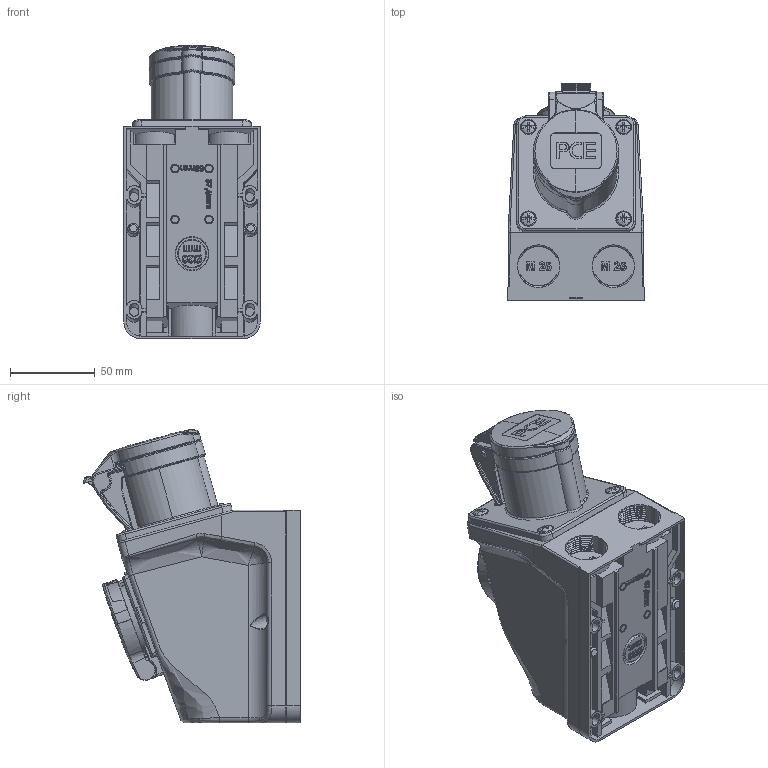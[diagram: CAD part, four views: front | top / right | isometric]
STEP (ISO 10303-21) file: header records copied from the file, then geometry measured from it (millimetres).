
FILE_DESCRIPTION (( 'STEP AP203' ), '1' );
FILE_NAME ('9213-6.STEP', '2023-03-01T08:48:16', ( '' ), ( '' ), 'SwSTEP 2.0', 'SolidWorks 2022', '' );
FILE_SCHEMA (( 'CONFIG_CONTROL_DESIGN' ));
Products named in the file (1): 9213-6
Bounding box: 80.14 x 127.41 x 172.59 mm (x, y, z)
Volume: 840931.1 mm3; surface area: 81391.6 mm2
Topology: 1 solids, 5 shells, 2283 faces, 5993 edges, 3792 vertices
Faces by surface type: plane 1007, bspline 565, cylinder 395, torus 177, cone 103, sphere 36
Entity records: 113701 total; most frequent: CARTESIAN_POINT 64068, ORIENTED_EDGE 11910, DIRECTION 8155, EDGE_CURVE 5955, VERTEX_POINT 3787, AXIS2_PLACEMENT_3D 2807, LINE 2541, VECTOR 2541
